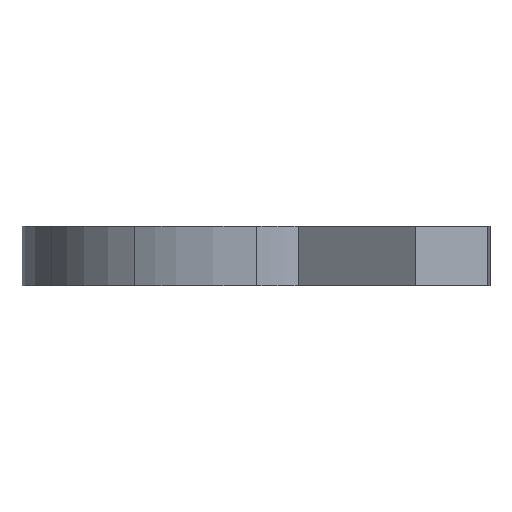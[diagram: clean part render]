
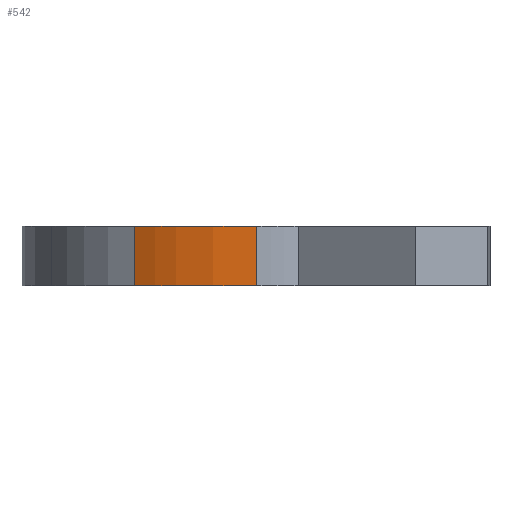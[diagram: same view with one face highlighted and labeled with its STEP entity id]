
A CAD part, front view. The second image highlights one B-rep face of the part: STEP entity #542.
In plain terms, the highlighted free-form (B-spline) face has degree [3, 1] with [4, 2] control points.
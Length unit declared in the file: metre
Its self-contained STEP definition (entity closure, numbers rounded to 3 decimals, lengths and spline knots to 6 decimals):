
#53=LINE('',#945,#94);
#54=LINE('',#962,#95);
#94=VECTOR('',#615,1.);
#95=VECTOR('',#616,1.);
#186=ORIENTED_EDGE('',*,*,#330,.T.);
#187=ORIENTED_EDGE('',*,*,#329,.F.);
#188=ORIENTED_EDGE('',*,*,#331,.F.);
#189=ORIENTED_EDGE('',*,*,#332,.T.);
#329=EDGE_CURVE('',#392,#391,#53,.T.);
#330=EDGE_CURVE('',#393,#391,#435,.T.);
#331=EDGE_CURVE('',#394,#392,#436,.T.);
#332=EDGE_CURVE('',#394,#393,#54,.T.);
#391=VERTEX_POINT('',#940);
#392=VERTEX_POINT('',#944);
#393=VERTEX_POINT('',#957);
#394=VERTEX_POINT('',#961);
#435=B_SPLINE_CURVE_WITH_KNOTS('',2,(#954,#955,#956),.UNSPECIFIED.,.F.,
 .F.,(3,3),(0.,1.),.PIECEWISE_BEZIER_KNOTS.);
#436=B_SPLINE_CURVE_WITH_KNOTS('',2,(#958,#959,#960),.UNSPECIFIED.,.F.,
 .F.,(3,3),(0.,1.),.PIECEWISE_BEZIER_KNOTS.);
#461=EDGE_LOOP('',(#186,#187,#188,#189));
#492=FACE_BOUND('',#461,.T.);
#519=B_SPLINE_SURFACE_WITH_KNOTS('',3,1,((#946,#947),(#948,#949),(#950,
#951),(#952,#953)),.SURF_OF_LINEAR_EXTRUSION.,.F.,.F.,.F.,(4,4),(2,2),(0.,
1.),(0.,1.),.PIECEWISE_BEZIER_KNOTS.);
#542=ADVANCED_FACE('',(#492),#519,.F.);
#615=DIRECTION('',(0.,0.,1.));
#616=DIRECTION('',(0.,0.,1.));
#940=CARTESIAN_POINT('',(0.015474,-0.013588,0.0095));
#944=CARTESIAN_POINT('',(0.015474,-0.013588,0.0089));
#945=CARTESIAN_POINT('',(0.015474,-0.013588,0.0089));
#946=CARTESIAN_POINT('',(0.0167,-0.013918,0.0089));
#947=CARTESIAN_POINT('',(0.0167,-0.013918,0.0095));
#948=CARTESIAN_POINT('',(0.016243,-0.013918,0.0089));
#949=CARTESIAN_POINT('',(0.016243,-0.013918,0.0095));
#950=CARTESIAN_POINT('',(0.015834,-0.013808,0.0089));
#951=CARTESIAN_POINT('',(0.015834,-0.013808,0.0095));
#952=CARTESIAN_POINT('',(0.015474,-0.013588,0.0089));
#953=CARTESIAN_POINT('',(0.015474,-0.013588,0.0095));
#954=CARTESIAN_POINT('',(0.0167,-0.013918,0.0095));
#955=CARTESIAN_POINT('',(0.016014,-0.013918,0.0095));
#956=CARTESIAN_POINT('',(0.015474,-0.013588,0.0095));
#957=CARTESIAN_POINT('',(0.0167,-0.013918,0.0095));
#958=CARTESIAN_POINT('',(0.0167,-0.013918,0.0089));
#959=CARTESIAN_POINT('',(0.016014,-0.013918,0.0089));
#960=CARTESIAN_POINT('',(0.015474,-0.013588,0.0089));
#961=CARTESIAN_POINT('',(0.0167,-0.013918,0.0089));
#962=CARTESIAN_POINT('',(0.0167,-0.013918,0.0089));
